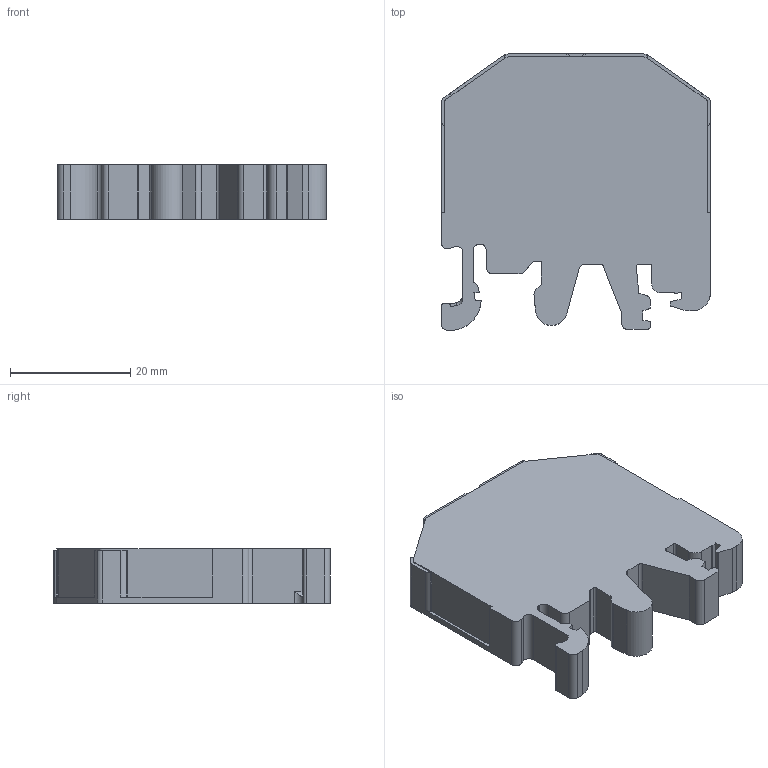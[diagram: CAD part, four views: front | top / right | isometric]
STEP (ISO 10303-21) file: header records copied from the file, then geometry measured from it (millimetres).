
FILE_DESCRIPTION (( 'STEP AP214' ), '1' );
FILE_NAME ('307599_PB 2,5_Grey.STP', '2014-10-09T10:21:48', ( '' ), ( '' ), 'SwSTEP 2.0', 'SolidWorks 2014', '' );
FILE_SCHEMA (( 'AUTOMOTIVE_DESIGN' ));
Length unit declared in the file: millimetre
Products named in the file (1): 307599_PB 2,5_Grey
Bounding box: 44.7 x 45.95 x 9 mm (x, y, z)
Volume: 14895.5 mm3; surface area: 5596.6 mm2
Topology: 1 solids, 1 shells, 129 faces, 386 edges, 261 vertices
Faces by surface type: plane 73, cylinder 56
Entity records: 5710 total; most frequent: CARTESIAN_POINT 797, ORIENTED_EDGE 772, DIRECTION 760, EDGE_CURVE 386, LINE 268, VECTOR 268, VERTEX_POINT 261, AXIS2_PLACEMENT_3D 246
